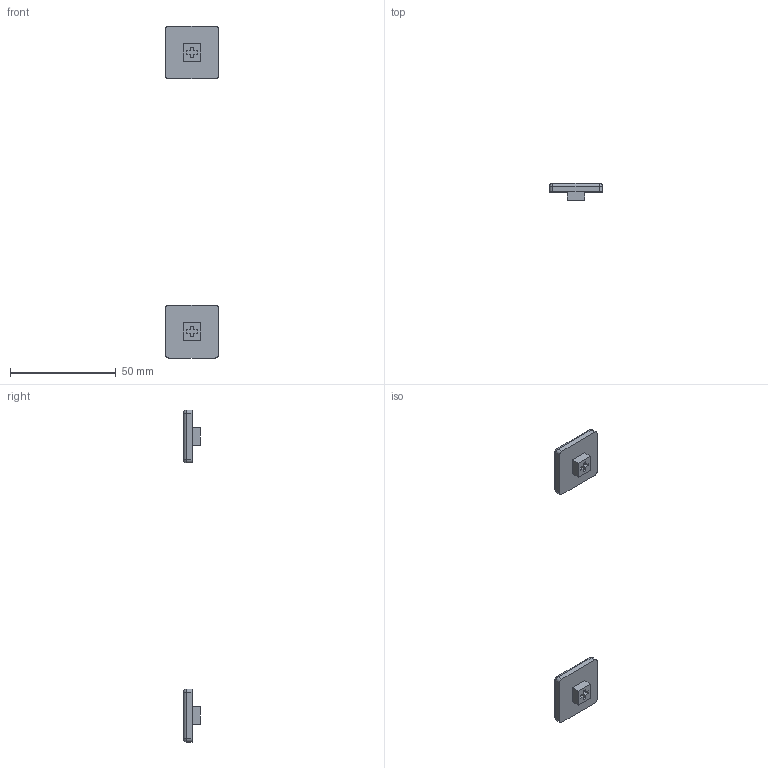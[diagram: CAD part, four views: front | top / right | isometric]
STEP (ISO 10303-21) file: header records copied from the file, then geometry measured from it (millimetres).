
FILE_DESCRIPTION(/* description */ (''),/* implementation_level */ '2;1');
FILE_NAME(/* name */ 'ZoomMuter_Keys_v11.step',/* time_stamp */ '2021-04-28T11:42:43-04:00',/* author */ (''),/* organization */ (''),/* preprocessor_version */ 'ST-DEVELOPER v18.1',/* originating_system */ 'Autodesk Translation Framework v9.10.0.1330',/* authorisation */ '');
FILE_SCHEMA (('AUTOMOTIVE_DESIGN { 1 0 10303 214 3 1 1 }'));
Length unit declared in the file: millimetre
Products named in the file (1): Zoom Muter Keys
Bounding box: 25 x 8 x 156.64 mm (x, y, z)
Volume: 5310.2 mm3; surface area: 4068.8 mm2
Topology: 11 solids, 11 shells, 195 faces, 456 edges, 296 vertices
Faces by surface type: plane 135, cylinder 52, sphere 8
Entity records: 5566 total; most frequent: DIRECTION 952, CARTESIAN_POINT 948, ORIENTED_EDGE 912, EDGE_CURVE 456, LINE 352, VECTOR 352, AXIS2_PLACEMENT_3D 300, VERTEX_POINT 296
